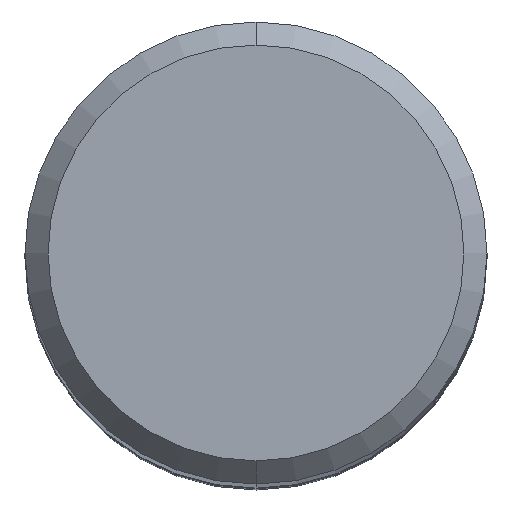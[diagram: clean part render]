
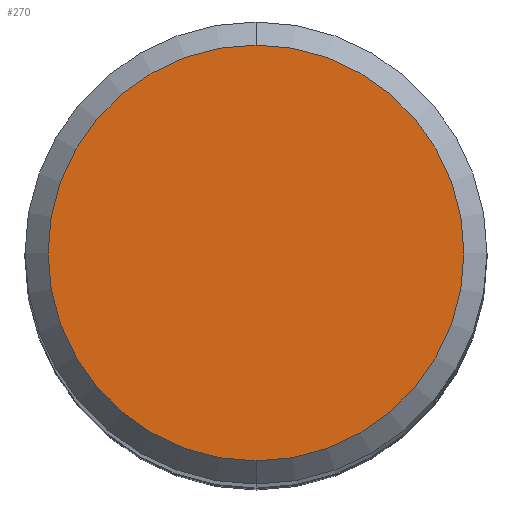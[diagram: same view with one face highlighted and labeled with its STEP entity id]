
A CAD part, top view. The second image highlights one B-rep face of the part: STEP entity #270.
In plain terms, the highlighted planar face has unit normal (0, 0, 1).
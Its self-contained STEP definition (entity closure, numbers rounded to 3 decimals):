
#266=VERTEX_POINT('',#607);
#270=ADVANCED_FACE('',(#611),#612,.T.);
#288=VERTEX_POINT('',#630);
#354=EDGE_CURVE('',#266,#288,#702,.T.);
#376=EDGE_CURVE('',#288,#266,#725,.T.);
#607=CARTESIAN_POINT('',(0.,-4.5,0.0));
#611=FACE_OUTER_BOUND('',#1102,.T.);
#612=PLANE('',#1103);
#630=CARTESIAN_POINT('',(0.0,4.5,0.0));
#702=CIRCLE('',#1249,4.5);
#725=CIRCLE('',#1278,4.5);
#1102=EDGE_LOOP('',(#1679,#1680));
#1103=AXIS2_PLACEMENT_3D('',#1681,#1682,#1683);
#1249=AXIS2_PLACEMENT_3D('',#1781,#1782,#1783);
#1278=AXIS2_PLACEMENT_3D('',#1802,#1803,#1804);
#1679=ORIENTED_EDGE('',*,*,#376,.F.);
#1680=ORIENTED_EDGE('',*,*,#354,.F.);
#1681=CARTESIAN_POINT('',(0.0,2.25,0.0));
#1682=DIRECTION('',(-0.0,0.0,1.0));
#1683=DIRECTION('',(0.0,-1.0,0.0));
#1781=CARTESIAN_POINT('',(0.0,0.0,0.0));
#1782=DIRECTION('',(0.0,0.0,-1.0));
#1783=DIRECTION('',(0.0,1.0,0.0));
#1802=CARTESIAN_POINT('',(0.0,0.0,0.0));
#1803=DIRECTION('',(0.0,0.0,-1.0));
#1804=DIRECTION('',(0.0,1.0,0.0));
